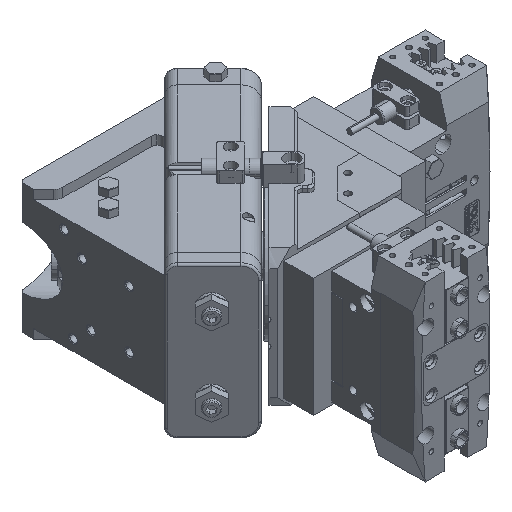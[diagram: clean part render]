
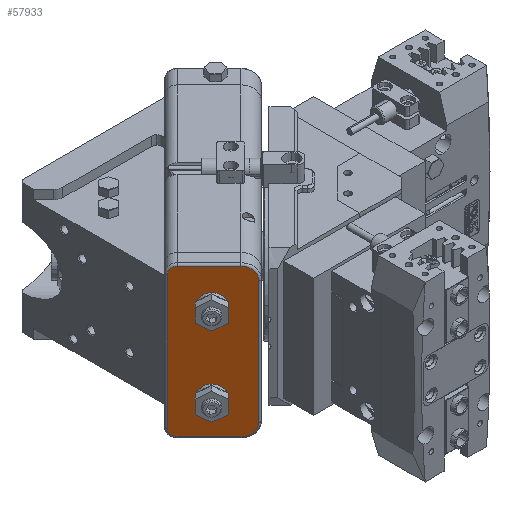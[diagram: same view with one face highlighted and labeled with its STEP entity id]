
A CAD part, isometric view. The second image highlights one B-rep face of the part: STEP entity #57933.
In plain terms, the highlighted planar face has unit normal (-0.707, -0.707, 0).
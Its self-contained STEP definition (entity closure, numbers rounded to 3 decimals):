
#315 = CARTESIAN_POINT ( 'NONE',  ( 7.425, -4.349, 64. ) ) ;
#347 = CARTESIAN_POINT ( 'NONE',  ( 20.506, -17.43, 8. ) ) ;
#702 = EDGE_LOOP ( 'NONE', ( #66723, #77590 ) ) ;
#1083 = CARTESIAN_POINT ( 'NONE',  ( -4.95, 8.026, 5. ) ) ;
#2247 = ORIENTED_EDGE ( 'NONE', *, *, #36201, .T. ) ;
#4127 = EDGE_LOOP ( 'NONE', ( #20419, #79785 ) ) ;
#4743 = CARTESIAN_POINT ( 'NONE',  ( -2.121, 5.197, 5. ) ) ;
#5228 = VECTOR ( 'NONE', #13842, 1000. ) ;
#6065 = VERTEX_POINT ( 'NONE', #37834 ) ;
#7896 = DIRECTION ( 'NONE',  ( 0.707, -0.707, 0. ) ) ;
#8077 = DIRECTION ( 'NONE',  ( 0., 0., -1. ) ) ;
#8922 = CIRCLE ( 'NONE', #12843, 4.025 ) ;
#9918 = EDGE_CURVE ( 'NONE', #21556, #20021, #75896, .T. ) ;
#11158 = CARTESIAN_POINT ( 'NONE',  ( 7.425, -4.349, 20. ) ) ;
#12428 = DIRECTION ( 'NONE',  ( -0.707, -0.707, 0. ) ) ;
#12712 = DIRECTION ( 'NONE',  ( -0.707, 0.707, 0. ) ) ;
#12843 = AXIS2_PLACEMENT_3D ( 'NONE', #315, #81264, #54720 ) ;
#13658 = CIRCLE ( 'NONE', #24296, 7. ) ;
#13757 = CARTESIAN_POINT ( 'NONE',  ( 15.556, -12.48, 1. ) ) ;
#13842 = DIRECTION ( 'NONE',  ( -0.707, 0.707, 0. ) ) ;
#14321 = ORIENTED_EDGE ( 'NONE', *, *, #56456, .T. ) ;
#14952 = DIRECTION ( 'NONE',  ( 0.707, -0.707, 0. ) ) ;
#15030 = AXIS2_PLACEMENT_3D ( 'NONE', #52812, #12428, #12712 ) ;
#15253 = CARTESIAN_POINT ( 'NONE',  ( 7.425, -4.349, 20. ) ) ;
#16459 = CIRCLE ( 'NONE', #15030, 4. ) ;
#17387 = VERTEX_POINT ( 'NONE', #76521 ) ;
#18312 = LINE ( 'NONE', #13757, #56005 ) ;
#19256 = CARTESIAN_POINT ( 'NONE',  ( 10.271, -7.195, 64. ) ) ;
#20021 = VERTEX_POINT ( 'NONE', #64786 ) ;
#20141 = CIRCLE ( 'NONE', #20389, 7. ) ;
#20229 = EDGE_CURVE ( 'NONE', #6065, #21556, #20141, .T. ) ;
#20389 = AXIS2_PLACEMENT_3D ( 'NONE', #68251, #41356, #21162 ) ;
#20419 = ORIENTED_EDGE ( 'NONE', *, *, #72039, .F. ) ;
#20753 = CARTESIAN_POINT ( 'NONE',  ( 10.271, -7.195, 20. ) ) ;
#21162 = DIRECTION ( 'NONE',  ( -0.707, 0.707, 0. ) ) ;
#21373 = CIRCLE ( 'NONE', #80168, 4.025 ) ;
#21556 = VERTEX_POINT ( 'NONE', #347 ) ;
#22722 = VERTEX_POINT ( 'NONE', #22941 ) ;
#22850 = FACE_BOUND ( 'NONE', #702, .T. ) ;
#22941 = CARTESIAN_POINT ( 'NONE',  ( -4.95, 8.026, 5. ) ) ;
#24296 = AXIS2_PLACEMENT_3D ( 'NONE', #54805, #27602, #28185 ) ;
#26071 = ORIENTED_EDGE ( 'NONE', *, *, #64774, .T. ) ;
#27602 = DIRECTION ( 'NONE',  ( -0.707, -0.707, 0. ) ) ;
#28185 = DIRECTION ( 'NONE',  ( -0.707, 0.707, 0. ) ) ;
#29291 = CARTESIAN_POINT ( 'NONE',  ( 20.506, -17.43, 76. ) ) ;
#30580 = EDGE_CURVE ( 'NONE', #74416, #63267, #86007, .T. ) ;
#31389 = DIRECTION ( 'NONE',  ( -0.707, 0.707, 0. ) ) ;
#32408 = VERTEX_POINT ( 'NONE', #60329 ) ;
#36201 = EDGE_CURVE ( 'NONE', #22722, #60860, #50249, .T. ) ;
#37134 = VERTEX_POINT ( 'NONE', #19256 ) ;
#37254 = DIRECTION ( 'NONE',  ( -0.707, -0.707, 0. ) ) ;
#37552 = FACE_OUTER_BOUND ( 'NONE', #70250, .T. ) ;
#37834 = CARTESIAN_POINT ( 'NONE',  ( 15.556, -12.48, 1. ) ) ;
#39623 = DIRECTION ( 'NONE',  ( 0.707, -0.707, 0. ) ) ;
#40799 = AXIS2_PLACEMENT_3D ( 'NONE', #4743, #37254, #31389 ) ;
#40958 = EDGE_CURVE ( 'NONE', #60058, #37134, #21373, .T. ) ;
#41356 = DIRECTION ( 'NONE',  ( -0.707, -0.707, 0. ) ) ;
#41367 = EDGE_CURVE ( 'NONE', #63267, #74416, #76713, .T. ) ;
#43052 = CARTESIAN_POINT ( 'NONE',  ( -2.121, 5.197, 1. ) ) ;
#43529 = DIRECTION ( 'NONE',  ( 0.707, -0.707, 0. ) ) ;
#43821 = ORIENTED_EDGE ( 'NONE', *, *, #20229, .T. ) ;
#45483 = CARTESIAN_POINT ( 'NONE',  ( 7.425, -4.349, 64. ) ) ;
#45988 = DIRECTION ( 'NONE',  ( -0.707, -0.707, 0. ) ) ;
#46829 = VERTEX_POINT ( 'NONE', #65558 ) ;
#50249 = CIRCLE ( 'NONE', #40799, 4. ) ;
#52360 = LINE ( 'NONE', #53046, #5228 ) ;
#52812 = CARTESIAN_POINT ( 'NONE',  ( -2.121, 5.197, 79. ) ) ;
#53046 = CARTESIAN_POINT ( 'NONE',  ( -2.121, 5.197, 83. ) ) ;
#54406 = EDGE_CURVE ( 'NONE', #46829, #22722, #77702, .T. ) ;
#54720 = DIRECTION ( 'NONE',  ( 0.707, -0.707, 0. ) ) ;
#54805 = CARTESIAN_POINT ( 'NONE',  ( 15.556, -12.48, 76. ) ) ;
#55040 = DIRECTION ( 'NONE',  ( -0.707, -0.707, 0. ) ) ;
#56005 = VECTOR ( 'NONE', #7896, 1000. ) ;
#56456 = EDGE_CURVE ( 'NONE', #17387, #32408, #52360, .T. ) ;
#57052 = VECTOR ( 'NONE', #63766, 1000. ) ;
#57933 = ADVANCED_FACE ( 'NONE', ( #74093, #22850, #37552 ), #83000, .F. ) ;
#58528 = EDGE_CURVE ( 'NONE', #32408, #46829, #16459, .T. ) ;
#60058 = VERTEX_POINT ( 'NONE', #86751 ) ;
#60329 = CARTESIAN_POINT ( 'NONE',  ( -2.121, 5.197, 83. ) ) ;
#60860 = VERTEX_POINT ( 'NONE', #43052 ) ;
#61585 = ORIENTED_EDGE ( 'NONE', *, *, #58528, .T. ) ;
#63267 = VERTEX_POINT ( 'NONE', #20753 ) ;
#63766 = DIRECTION ( 'NONE',  ( 0., 0., 1. ) ) ;
#64387 = DIRECTION ( 'NONE',  ( 0.707, -0.707, 0. ) ) ;
#64774 = EDGE_CURVE ( 'NONE', #20021, #17387, #13658, .T. ) ;
#64786 = CARTESIAN_POINT ( 'NONE',  ( 20.506, -17.43, 76. ) ) ;
#65558 = CARTESIAN_POINT ( 'NONE',  ( -4.95, 8.026, 79. ) ) ;
#66503 = AXIS2_PLACEMENT_3D ( 'NONE', #83572, #84145, #43529 ) ;
#66723 = ORIENTED_EDGE ( 'NONE', *, *, #41367, .F. ) ;
#68251 = CARTESIAN_POINT ( 'NONE',  ( 15.556, -12.48, 8. ) ) ;
#68884 = ORIENTED_EDGE ( 'NONE', *, *, #54406, .T. ) ;
#70250 = EDGE_LOOP ( 'NONE', ( #14321, #61585, #68884, #2247, #74929, #43821, #71136, #26071 ) ) ;
#71136 = ORIENTED_EDGE ( 'NONE', *, *, #9918, .T. ) ;
#71894 = AXIS2_PLACEMENT_3D ( 'NONE', #15253, #55040, #14952 ) ;
#72039 = EDGE_CURVE ( 'NONE', #37134, #60058, #8922, .T. ) ;
#72064 = EDGE_CURVE ( 'NONE', #60860, #6065, #18312, .T. ) ;
#73503 = VECTOR ( 'NONE', #8077, 1000. ) ;
#74093 = FACE_BOUND ( 'NONE', #4127, .T. ) ;
#74416 = VERTEX_POINT ( 'NONE', #80582 ) ;
#74929 = ORIENTED_EDGE ( 'NONE', *, *, #72064, .T. ) ;
#75896 = LINE ( 'NONE', #29291, #57052 ) ;
#76521 = CARTESIAN_POINT ( 'NONE',  ( 15.556, -12.48, 83. ) ) ;
#76713 = CIRCLE ( 'NONE', #79652, 4.025 ) ;
#77590 = ORIENTED_EDGE ( 'NONE', *, *, #30580, .F. ) ;
#77702 = LINE ( 'NONE', #1083, #73503 ) ;
#79330 = DIRECTION ( 'NONE',  ( -0.707, -0.707, 0. ) ) ;
#79652 = AXIS2_PLACEMENT_3D ( 'NONE', #11158, #45988, #64387 ) ;
#79785 = ORIENTED_EDGE ( 'NONE', *, *, #40958, .F. ) ;
#80168 = AXIS2_PLACEMENT_3D ( 'NONE', #45483, #79330, #39623 ) ;
#80582 = CARTESIAN_POINT ( 'NONE',  ( 4.579, -1.502, 20. ) ) ;
#81264 = DIRECTION ( 'NONE',  ( -0.707, -0.707, 0. ) ) ;
#83000 = PLANE ( 'NONE',  #66503 ) ;
#83572 = CARTESIAN_POINT ( 'NONE',  ( -2.121, 5.197, 5. ) ) ;
#84145 = DIRECTION ( 'NONE',  ( 0.707, 0.707, 0. ) ) ;
#86007 = CIRCLE ( 'NONE', #71894, 4.025 ) ;
#86751 = CARTESIAN_POINT ( 'NONE',  ( 4.579, -1.502, 64. ) ) ;
